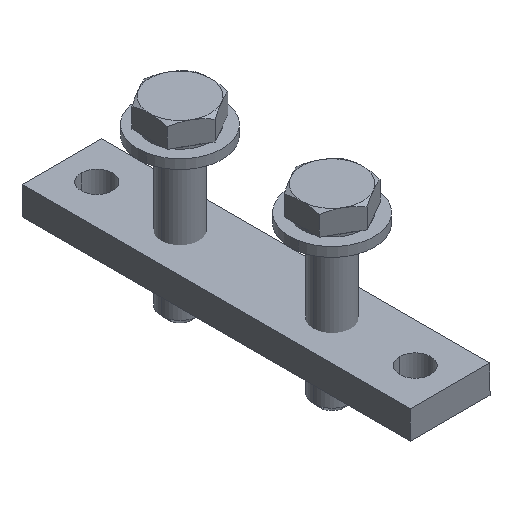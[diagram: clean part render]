
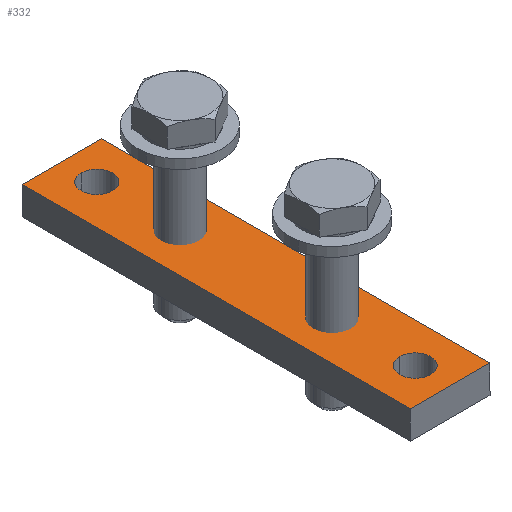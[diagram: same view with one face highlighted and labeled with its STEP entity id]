
A CAD part, isometric view. The second image highlights one B-rep face of the part: STEP entity #332.
In plain terms, the highlighted planar face has unit normal (0, 0, 1).
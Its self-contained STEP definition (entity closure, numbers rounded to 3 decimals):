
#332=ADVANCED_FACE('',(#624,#625,#626,#627,#628),#629,.T.);
#624=FACE_BOUND('',#895,.T.);
#625=FACE_BOUND('',#896,.T.);
#626=FACE_BOUND('',#897,.T.);
#627=FACE_BOUND('',#898,.T.);
#628=FACE_OUTER_BOUND('',#899,.T.);
#629=PLANE('',#900);
#895=EDGE_LOOP('',(#1535,#1536));
#896=EDGE_LOOP('',(#1537,#1538));
#897=EDGE_LOOP('',(#1539,#1540));
#898=EDGE_LOOP('',(#1541,#1542));
#899=EDGE_LOOP('',(#1543,#1544,#1545,#1546));
#900=AXIS2_PLACEMENT_3D('',#1547,#1548,#1549);
#1535=ORIENTED_EDGE('',*,*,#1830,.F.);
#1536=ORIENTED_EDGE('',*,*,#1791,.F.);
#1537=ORIENTED_EDGE('',*,*,#1831,.F.);
#1538=ORIENTED_EDGE('',*,*,#1796,.F.);
#1539=ORIENTED_EDGE('',*,*,#1832,.F.);
#1540=ORIENTED_EDGE('',*,*,#1801,.F.);
#1541=ORIENTED_EDGE('',*,*,#1833,.F.);
#1542=ORIENTED_EDGE('',*,*,#1806,.F.);
#1543=ORIENTED_EDGE('',*,*,#1809,.F.);
#1544=ORIENTED_EDGE('',*,*,#1822,.F.);
#1545=ORIENTED_EDGE('',*,*,#1818,.F.);
#1546=ORIENTED_EDGE('',*,*,#1814,.F.);
#1547=CARTESIAN_POINT('',(17.499,0.,15.5));
#1548=DIRECTION('',(0.0,0.,1.0));
#1549=DIRECTION('',(-1.0,0.0,0.0));
#1791=EDGE_CURVE('',#2127,#2129,#2130,.T.);
#1796=EDGE_CURVE('',#2136,#2138,#2139,.T.);
#1801=EDGE_CURVE('',#2145,#2147,#2148,.T.);
#1806=EDGE_CURVE('',#2154,#2156,#2157,.T.);
#1809=EDGE_CURVE('',#2160,#2161,#2162,.T.);
#1814=EDGE_CURVE('',#2161,#2169,#2170,.T.);
#1818=EDGE_CURVE('',#2169,#2175,#2176,.T.);
#1822=EDGE_CURVE('',#2175,#2160,#2181,.T.);
#1830=EDGE_CURVE('',#2129,#2127,#2189,.T.);
#1831=EDGE_CURVE('',#2138,#2136,#2190,.T.);
#1832=EDGE_CURVE('',#2147,#2145,#2191,.T.);
#1833=EDGE_CURVE('',#2156,#2154,#2192,.T.);
#2127=VERTEX_POINT('',#2614);
#2129=VERTEX_POINT('',#2617);
#2130=CIRCLE('',#2618,3.325);
#2136=VERTEX_POINT('',#2625);
#2138=VERTEX_POINT('',#2628);
#2139=CIRCLE('',#2629,3.324);
#2145=VERTEX_POINT('',#2636);
#2147=VERTEX_POINT('',#2639);
#2148=CIRCLE('',#2640,3.325);
#2154=VERTEX_POINT('',#2647);
#2156=VERTEX_POINT('',#2650);
#2157=CIRCLE('',#2651,3.324);
#2160=VERTEX_POINT('',#2655);
#2161=VERTEX_POINT('',#2656);
#2162=LINE('',#2657,#2658);
#2169=VERTEX_POINT('',#2668);
#2170=LINE('',#2669,#2670);
#2175=VERTEX_POINT('',#2677);
#2176=LINE('',#2678,#2679);
#2181=LINE('',#2686,#2687);
#2189=CIRCLE('',#2696,3.325);
#2190=CIRCLE('',#2697,3.324);
#2191=CIRCLE('',#2698,3.325);
#2192=CIRCLE('',#2699,3.324);
#2614=CARTESIAN_POINT('',(8.999,78.825,15.5));
#2617=CARTESIAN_POINT('',(8.999,72.175,15.5));
#2618=AXIS2_PLACEMENT_3D('',#2933,#2934,#2935);
#2625=CARTESIAN_POINT('',(8.999,61.074,15.5));
#2628=CARTESIAN_POINT('',(8.999,54.427,15.5));
#2629=AXIS2_PLACEMENT_3D('',#2941,#2942,#2943);
#2636=CARTESIAN_POINT('',(8.999,10.825,15.5));
#2639=CARTESIAN_POINT('',(8.999,4.175,15.5));
#2640=AXIS2_PLACEMENT_3D('',#2949,#2950,#2951);
#2647=CARTESIAN_POINT('',(8.999,28.574,15.5));
#2650=CARTESIAN_POINT('',(8.999,21.927,15.5));
#2651=AXIS2_PLACEMENT_3D('',#2957,#2958,#2959);
#2655=CARTESIAN_POINT('',(17.499,0.,15.5));
#2656=CARTESIAN_POINT('',(0.499,0.,15.5));
#2657=CARTESIAN_POINT('',(0.499,0.,15.5));
#2658=VECTOR('',#2961,1.0);
#2668=CARTESIAN_POINT('',(0.499,83.,15.5));
#2669=CARTESIAN_POINT('',(0.499,0.,15.5));
#2670=VECTOR('',#2965,1.0);
#2677=CARTESIAN_POINT('',(17.499,83.,15.5));
#2678=CARTESIAN_POINT('',(0.499,83.,15.5));
#2679=VECTOR('',#2968,1.0);
#2686=CARTESIAN_POINT('',(17.499,0.,15.5));
#2687=VECTOR('',#2971,1.0);
#2696=AXIS2_PLACEMENT_3D('',#2985,#2986,#2987);
#2697=AXIS2_PLACEMENT_3D('',#2988,#2989,#2990);
#2698=AXIS2_PLACEMENT_3D('',#2991,#2992,#2993);
#2699=AXIS2_PLACEMENT_3D('',#2994,#2995,#2996);
#2933=CARTESIAN_POINT('',(8.999,75.5,15.5));
#2934=DIRECTION('',(0.0,0.,1.0));
#2935=DIRECTION('',(0.0,1.0,0.));
#2941=CARTESIAN_POINT('',(8.999,57.75,15.5));
#2942=DIRECTION('',(0.0,0.,1.0));
#2943=DIRECTION('',(0.0,1.0,0.));
#2949=CARTESIAN_POINT('',(8.999,7.5,15.5));
#2950=DIRECTION('',(0.0,0.,1.0));
#2951=DIRECTION('',(0.0,-1.0,0.));
#2957=CARTESIAN_POINT('',(8.999,25.25,15.5));
#2958=DIRECTION('',(0.0,0.,1.0));
#2959=DIRECTION('',(0.0,-1.0,0.));
#2961=DIRECTION('',(-1.0,0.,0.));
#2965=DIRECTION('',(0.0,1.0,0.));
#2968=DIRECTION('',(1.0,0.,0.));
#2971=DIRECTION('',(0.0,-1.0,0.));
#2985=CARTESIAN_POINT('',(8.999,75.5,15.5));
#2986=DIRECTION('',(0.0,0.,1.0));
#2987=DIRECTION('',(0.0,1.0,0.));
#2988=CARTESIAN_POINT('',(8.999,57.75,15.5));
#2989=DIRECTION('',(0.0,0.,1.0));
#2990=DIRECTION('',(0.0,1.0,0.));
#2991=CARTESIAN_POINT('',(8.999,7.5,15.5));
#2992=DIRECTION('',(0.0,0.,1.0));
#2993=DIRECTION('',(0.0,-1.0,0.));
#2994=CARTESIAN_POINT('',(8.999,25.25,15.5));
#2995=DIRECTION('',(0.0,0.,1.0));
#2996=DIRECTION('',(0.0,-1.0,0.));
